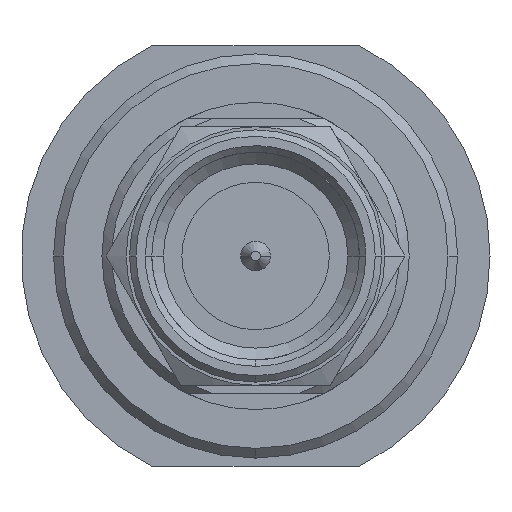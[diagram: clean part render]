
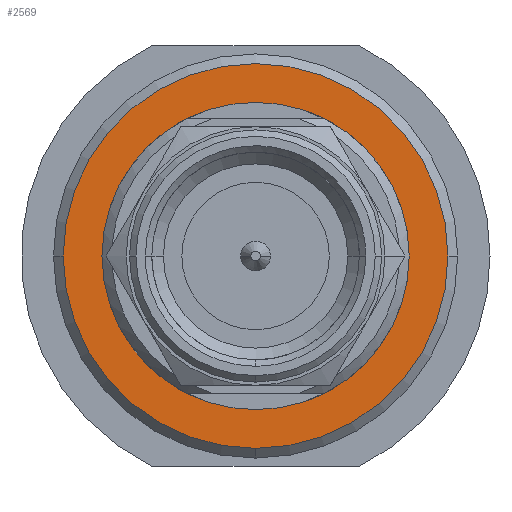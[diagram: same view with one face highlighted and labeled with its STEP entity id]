
A CAD part, left-side view. The second image highlights one B-rep face of the part: STEP entity #2569.
In plain terms, the highlighted planar face has unit normal (-1, 0, 0).
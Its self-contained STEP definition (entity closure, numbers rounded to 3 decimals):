
#4 = VERTEX_POINT ( 'NONE', #2400 ) ;
#95 = CIRCLE ( 'NONE', #831, 5.95 ) ;
#139 = AXIS2_PLACEMENT_3D ( 'NONE', #450, #2775, #2758 ) ;
#189 = PLANE ( 'NONE',  #579 ) ;
#276 = AXIS2_PLACEMENT_3D ( 'NONE', #2524, #1905, #561 ) ;
#287 = EDGE_CURVE ( 'NONE', #332, #4, #2126, .T. ) ;
#332 = VERTEX_POINT ( 'NONE', #2355 ) ;
#378 = VERTEX_POINT ( 'NONE', #1710 ) ;
#420 = ORIENTED_EDGE ( 'NONE', *, *, #287, .F. ) ;
#441 = VERTEX_POINT ( 'NONE', #2056 ) ;
#450 = CARTESIAN_POINT ( 'NONE',  ( 15.2, 0., 0. ) ) ;
#515 = DIRECTION ( 'NONE',  ( 0., -1., 0. ) ) ;
#561 = DIRECTION ( 'NONE',  ( 0., 1., 0. ) ) ;
#567 = EDGE_LOOP ( 'NONE', ( #2064, #1796, #1003 ) ) ;
#579 = AXIS2_PLACEMENT_3D ( 'NONE', #2137, #1930, #2366 ) ;
#676 = AXIS2_PLACEMENT_3D ( 'NONE', #1011, #2730, #1683 ) ;
#831 = AXIS2_PLACEMENT_3D ( 'NONE', #2265, #2465, #515 ) ;
#873 = CIRCLE ( 'NONE', #139, 5.95 ) ;
#984 = EDGE_CURVE ( 'NONE', #332, #4, #1724, .T. ) ;
#1003 = ORIENTED_EDGE ( 'NONE', *, *, #1102, .T. ) ;
#1006 = EDGE_CURVE ( 'NONE', #378, #1578, #873, .T. ) ;
#1011 = CARTESIAN_POINT ( 'NONE',  ( 15.2, 0., 0. ) ) ;
#1102 = EDGE_CURVE ( 'NONE', #441, #378, #95, .T. ) ;
#1147 = EDGE_LOOP ( 'NONE', ( #2681, #420 ) ) ;
#1305 = FACE_OUTER_BOUND ( 'NONE', #567, .T. ) ;
#1331 = AXIS2_PLACEMENT_3D ( 'NONE', #2128, #1518, #2331 ) ;
#1414 = CIRCLE ( 'NONE', #676, 5.95 ) ;
#1518 = DIRECTION ( 'NONE',  ( 1., 0., 0. ) ) ;
#1578 = VERTEX_POINT ( 'NONE', #1632 ) ;
#1632 = CARTESIAN_POINT ( 'NONE',  ( 15.2, 0., -5.95 ) ) ;
#1683 = DIRECTION ( 'NONE',  ( 0., 1., 0. ) ) ;
#1710 = CARTESIAN_POINT ( 'NONE',  ( 15.2, 5.95, 0. ) ) ;
#1724 = CIRCLE ( 'NONE', #1331, 4.75 ) ;
#1750 = FACE_BOUND ( 'NONE', #1147, .T. ) ;
#1796 = ORIENTED_EDGE ( 'NONE', *, *, #2455, .T. ) ;
#1905 = DIRECTION ( 'NONE',  ( -1., 0., 0. ) ) ;
#1930 = DIRECTION ( 'NONE',  ( 1., 0., 0. ) ) ;
#2056 = CARTESIAN_POINT ( 'NONE',  ( 15.2, -5.95, 0. ) ) ;
#2064 = ORIENTED_EDGE ( 'NONE', *, *, #1006, .T. ) ;
#2126 = CIRCLE ( 'NONE', #276, 4.75 ) ;
#2128 = CARTESIAN_POINT ( 'NONE',  ( 15.2, 0., 0. ) ) ;
#2137 = CARTESIAN_POINT ( 'NONE',  ( 15.2, 0., 0. ) ) ;
#2265 = CARTESIAN_POINT ( 'NONE',  ( 15.2, 0., 0. ) ) ;
#2331 = DIRECTION ( 'NONE',  ( 0., 1., 0. ) ) ;
#2355 = CARTESIAN_POINT ( 'NONE',  ( 15.2, 4.75, 0. ) ) ;
#2366 = DIRECTION ( 'NONE',  ( 0., 1., 0. ) ) ;
#2400 = CARTESIAN_POINT ( 'NONE',  ( 15.2, -4.75, 0. ) ) ;
#2455 = EDGE_CURVE ( 'NONE', #1578, #441, #1414, .T. ) ;
#2465 = DIRECTION ( 'NONE',  ( -1., 0., 0. ) ) ;
#2524 = CARTESIAN_POINT ( 'NONE',  ( 15.2, 0., 0. ) ) ;
#2569 = ADVANCED_FACE ( 'NONE', ( #1750, #1305 ), #189, .F. ) ;
#2681 = ORIENTED_EDGE ( 'NONE', *, *, #984, .T. ) ;
#2730 = DIRECTION ( 'NONE',  ( -1., 0., 0. ) ) ;
#2758 = DIRECTION ( 'NONE',  ( 0., 1., 0. ) ) ;
#2775 = DIRECTION ( 'NONE',  ( -1., 0., 0. ) ) ;
